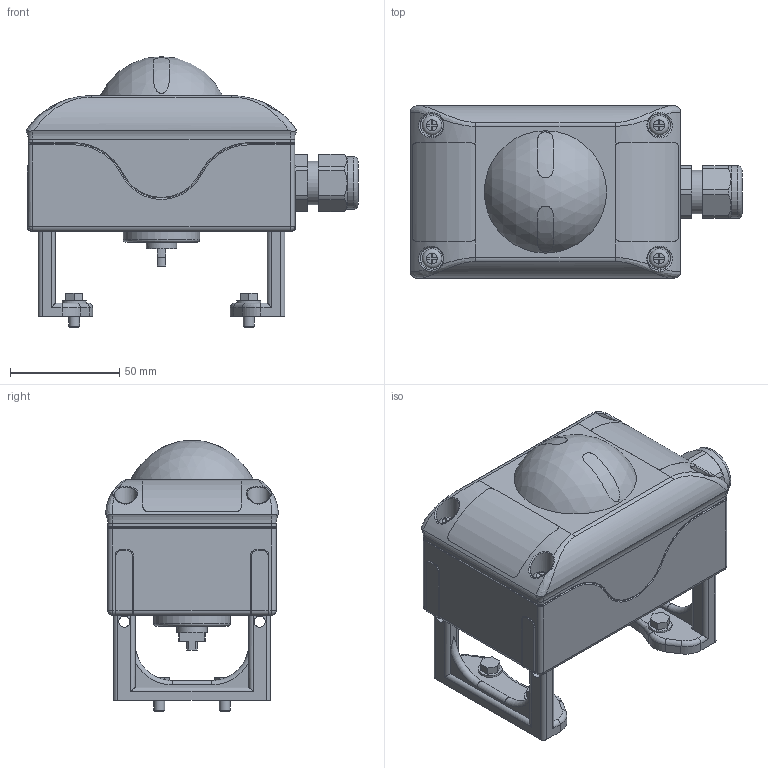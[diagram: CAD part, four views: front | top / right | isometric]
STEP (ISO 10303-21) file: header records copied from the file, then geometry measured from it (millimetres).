
FILE_DESCRIPTION((''),'2;1');
FILE_NAME('ELR.MP1.stp','2017-11-22T13:31:34',('Axel.Kuhn'),(''),'Autodesk Inventor 2012','Autodesk Inventor 2012','');
FILE_SCHEMA(('CONFIG_CONTROL_DESIGN'));
Length unit declared in the file: millimetre
Products named in the file (1): ELR
Bounding box: 152 x 79 x 123.8 mm (x, y, z)
Volume: 627746.5 mm3; surface area: 62452.4 mm2
Topology: 1 solids, 1 shells, 481 faces, 1177 edges, 732 vertices
Faces by surface type: plane 204, cylinder 177, torus 71, bspline 12, cone 10, sphere 7
Full cylindrical faces by diameter (mm): 5 x8, 8 x4, 9 x4, 10.5 x4, 11 x4, 12 x1, 14 x1, 20 x1, 21 x1, 24 x1, 29 x1, 35 x1
Entity records: 15433 total; most frequent: CARTESIAN_POINT 3891, DIRECTION 2396, ORIENTED_EDGE 2240, EDGE_CURVE 1120, AXIS2_PLACEMENT_3D 906, VERTEX_POINT 720, VECTOR 584, LINE 584
